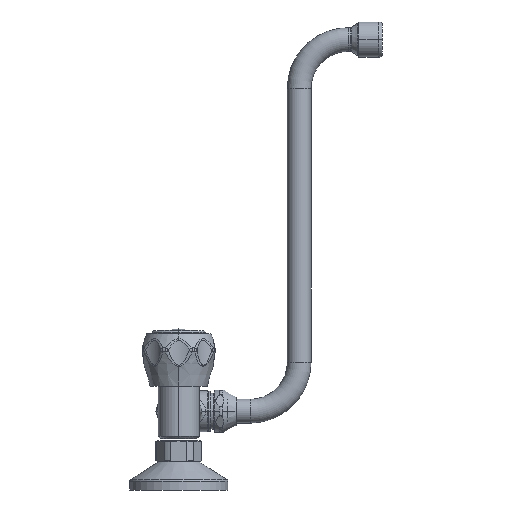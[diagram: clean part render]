
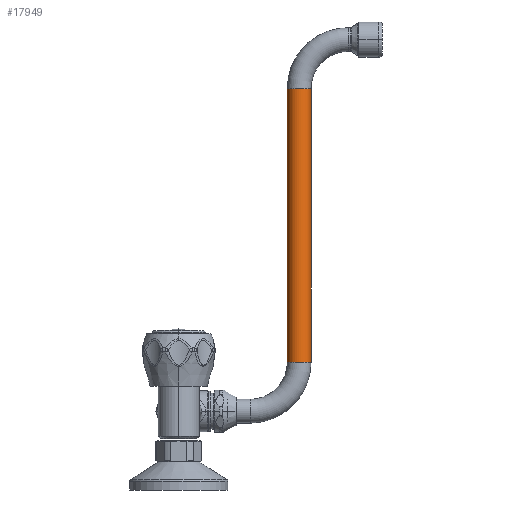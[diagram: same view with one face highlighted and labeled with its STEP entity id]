
A CAD part, left-side view. The second image highlights one B-rep face of the part: STEP entity #17949.
In plain terms, the highlighted cylindrical face has radius 8 mm (diameter 16 mm), a partial arc.
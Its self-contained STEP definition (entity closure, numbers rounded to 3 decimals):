
#4795=CARTESIAN_POINT('',(0.,-81.,33.));
#4796=DIRECTION('',(0.,0.,-1.));
#4797=DIRECTION('',(0.,-1.,0.));
#4798=AXIS2_PLACEMENT_3D('',#4795,#4796,#4797);
#4805=CARTESIAN_POINT('',(0.,-81.,217.));
#4806=DIRECTION('',(0.,0.,-1.));
#4807=DIRECTION('',(0.,-1.,0.));
#4808=AXIS2_PLACEMENT_3D('',#4805,#4806,#4807);
#4810=DIRECTION('',(0.,0.,-1.));
#4811=VECTOR('',#4810,184.);
#4812=CARTESIAN_POINT('',(0.,-89.,217.));
#4813=LINE('',#4812,#4811);
#4867=DIRECTION('',(0.,0.,-1.));
#4868=VECTOR('',#4867,184.);
#4869=CARTESIAN_POINT('',(0.,-73.,217.));
#4870=LINE('',#4869,#4868);
#8538=CARTESIAN_POINT('',(0.,-73.,217.));
#8539=CARTESIAN_POINT('',(0.,-89.,217.));
#8540=VERTEX_POINT('',#8538);
#8541=VERTEX_POINT('',#8539);
#8542=CARTESIAN_POINT('',(0.,-73.,33.));
#8543=CARTESIAN_POINT('',(0.,-89.,33.));
#8544=VERTEX_POINT('',#8542);
#8545=VERTEX_POINT('',#8543);
#17935=CARTESIAN_POINT('',(0.,-81.,217.));
#17936=DIRECTION('',(0.,0.,-1.));
#17937=DIRECTION('',(0.,1.,0.));
#17938=AXIS2_PLACEMENT_3D('',#17935,#17936,#17937);
#17939=CYLINDRICAL_SURFACE('',#17938,8.);
#17941=ORIENTED_EDGE('',*,*,#17940,.F.);
#17943=ORIENTED_EDGE('',*,*,#17942,.T.);
#17944=ORIENTED_EDGE('',*,*,#17918,.T.);
#17946=ORIENTED_EDGE('',*,*,#17945,.F.);
#17947=EDGE_LOOP('',(#17941,#17943,#17944,#17946));
#17948=FACE_OUTER_BOUND('',#17947,.F.);
#17949=ADVANCED_FACE('',(#17948),#17939,.T.);
#4799=CIRCLE('',#4798,8.);
#4809=CIRCLE('',#4808,8.);
#17918=EDGE_CURVE('',#8545,#8544,#4799,.T.);
#17940=EDGE_CURVE('',#8541,#8540,#4809,.T.);
#17942=EDGE_CURVE('',#8541,#8545,#4813,.T.);
#17945=EDGE_CURVE('',#8540,#8544,#4870,.T.);
